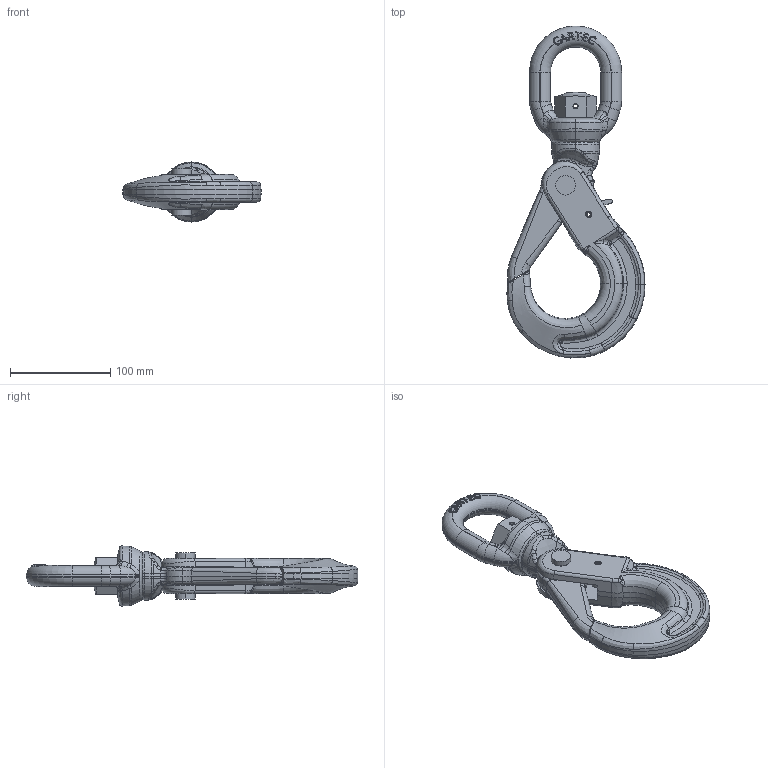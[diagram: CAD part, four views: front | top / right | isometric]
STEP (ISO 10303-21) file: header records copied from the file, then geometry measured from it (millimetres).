
FILE_DESCRIPTION(('STEP AP214'),'1');
FILE_NAME('crg_13.stp','2018-01-24T07:12:40',('TraceParts'),('TraceParts S.A.'),'Spatial InterOp 3D',' ',' ');
FILE_SCHEMA(('automotive_design'));
Length unit declared in the file: millimetre
Products named in the file (10): crg_13_1; crg_13_2; crg_13_3; crg_13_4; crg_13_5; crg_13_6; crg_13_7; crg_13_8; crg_13_9; crg_13_10
Bounding box: 137.8 x 331.39 x 60 mm (x, y, z)
Volume: 542102.1 mm3; surface area: 109417.4 mm2
Topology: 10 solids, 10 shells, 770 faces, 1943 edges, 1161 vertices
Faces by surface type: bspline 265, plane 165, cylinder 126, torus 117, cone 88, sphere 9
Entity records: 57533 total; most frequent: CARTESIAN_POINT 34312, ORIENTED_EDGE 3826, DIRECTION 3238, EDGE_CURVE 1913, AXIS2_PLACEMENT_3D 1385, VERTEX_POINT 1161, EDGE_LOOP 802, STYLED_ITEM 780
